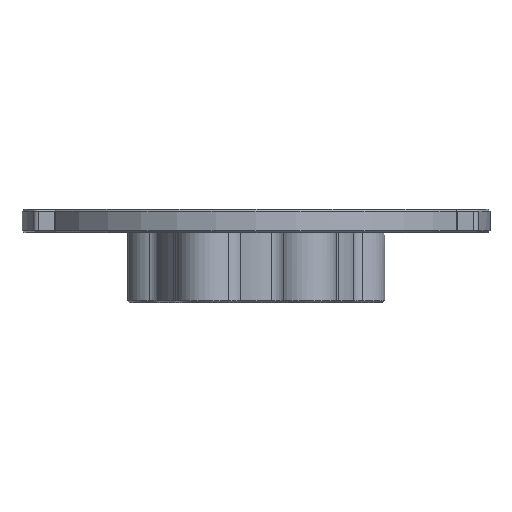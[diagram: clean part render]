
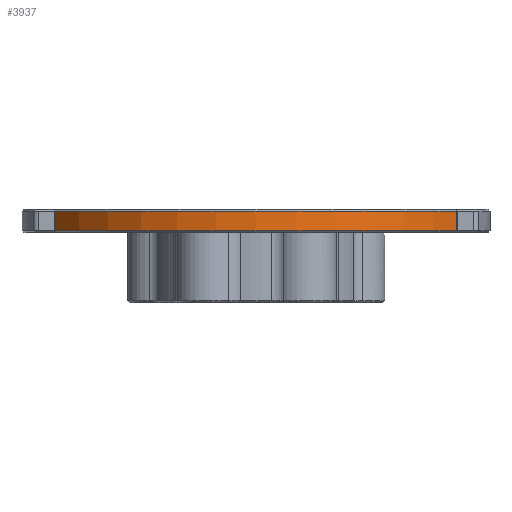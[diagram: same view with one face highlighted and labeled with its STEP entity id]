
A CAD part, front view. The second image highlights one B-rep face of the part: STEP entity #3937.
In plain terms, the highlighted cylindrical face has radius 31.75 mm (diameter 63.5 mm), a partial arc.
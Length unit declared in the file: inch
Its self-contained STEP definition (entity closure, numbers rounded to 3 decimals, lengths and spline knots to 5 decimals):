
#190 = EDGE_CURVE ( 'NONE', #7484, #3952, #4000, .T. ) ;
#250 = EDGE_CURVE ( 'NONE', #3835, #7484, #7544, .T. ) ;
#271 = AXIS2_PLACEMENT_3D ( 'NONE', #5182, #3483, #5761 ) ;
#809 = CARTESIAN_POINT ( 'NONE',  ( -1.0705, -0.64538, 0.125 ) ) ;
#1108 = CARTESIAN_POINT ( 'NONE',  ( 0., 0., 0.115 ) ) ;
#1162 = DIRECTION ( 'NONE',  ( 0., 0., 1. ) ) ;
#1227 = DIRECTION ( 'NONE',  ( 0., 0., -1. ) ) ;
#1562 = CARTESIAN_POINT ( 'NONE',  ( -1.0705, -0.64538, 0.01 ) ) ;
#1753 = CARTESIAN_POINT ( 'NONE',  ( 1.0705, -0.64538, 0.115 ) ) ;
#2176 = FACE_OUTER_BOUND ( 'NONE', #3601, .T. ) ;
#2311 = AXIS2_PLACEMENT_3D ( 'NONE', #6271, #4539, #6890 ) ;
#2613 = VERTEX_POINT ( 'NONE', #6122 ) ;
#2718 = CYLINDRICAL_SURFACE ( 'NONE', #2311, 1.25 ) ;
#2764 = ORIENTED_EDGE ( 'NONE', *, *, #250, .T. ) ;
#2968 = EDGE_CURVE ( 'NONE', #2613, #3835, #5562, .T. ) ;
#3311 = EDGE_CURVE ( 'NONE', #3952, #2613, #5797, .T. ) ;
#3483 = DIRECTION ( 'NONE',  ( 0., 0., 1. ) ) ;
#3601 = EDGE_LOOP ( 'NONE', ( #5920, #2764, #3723, #3804 ) ) ;
#3615 = VECTOR ( 'NONE', #1162, 39.37008 ) ;
#3631 = DIRECTION ( 'NONE',  ( 1., 0., 0. ) ) ;
#3723 = ORIENTED_EDGE ( 'NONE', *, *, #190, .T. ) ;
#3804 = ORIENTED_EDGE ( 'NONE', *, *, #3311, .T. ) ;
#3835 = VERTEX_POINT ( 'NONE', #1562 ) ;
#3937 = ADVANCED_FACE ( 'NONE', ( #2176 ), #2718, .T. ) ;
#3952 = VERTEX_POINT ( 'NONE', #1753 ) ;
#4000 = LINE ( 'NONE', #7636, #3615 ) ;
#4539 = DIRECTION ( 'NONE',  ( 0., 0., -1. ) ) ;
#4755 = VECTOR ( 'NONE', #5524, 39.37008 ) ;
#5179 = AXIS2_PLACEMENT_3D ( 'NONE', #1108, #1227, #3631 ) ;
#5182 = CARTESIAN_POINT ( 'NONE',  ( 0., 0., 0.01 ) ) ;
#5524 = DIRECTION ( 'NONE',  ( 0., 0., -1. ) ) ;
#5562 = LINE ( 'NONE', #809, #4755 ) ;
#5761 = DIRECTION ( 'NONE',  ( 1., 0., 0. ) ) ;
#5797 = CIRCLE ( 'NONE', #5179, 1.25 ) ;
#5844 = CARTESIAN_POINT ( 'NONE',  ( 1.0705, -0.64538, 0.01 ) ) ;
#5920 = ORIENTED_EDGE ( 'NONE', *, *, #2968, .T. ) ;
#6122 = CARTESIAN_POINT ( 'NONE',  ( -1.0705, -0.64538, 0.115 ) ) ;
#6271 = CARTESIAN_POINT ( 'NONE',  ( 0., 0., 0.125 ) ) ;
#6890 = DIRECTION ( 'NONE',  ( -1., 0., 0. ) ) ;
#7484 = VERTEX_POINT ( 'NONE', #5844 ) ;
#7544 = CIRCLE ( 'NONE', #271, 1.25 ) ;
#7636 = CARTESIAN_POINT ( 'NONE',  ( 1.0705, -0.64538, 0.125 ) ) ;
